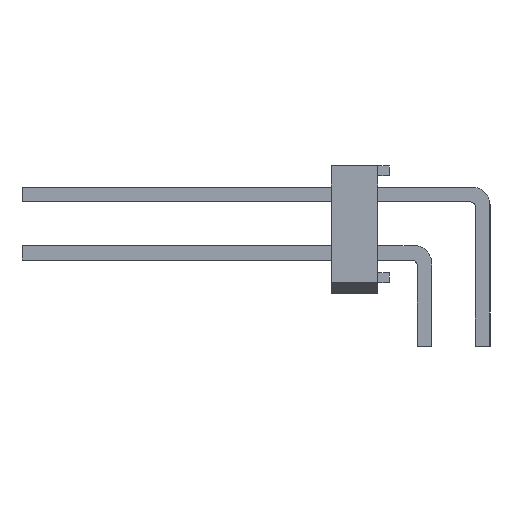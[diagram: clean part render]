
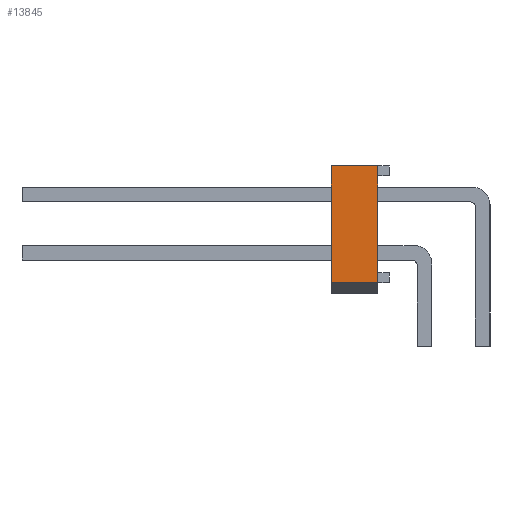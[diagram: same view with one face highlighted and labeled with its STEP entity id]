
A CAD part, left-side view. The second image highlights one B-rep face of the part: STEP entity #13845.
In plain terms, the highlighted face is planar.
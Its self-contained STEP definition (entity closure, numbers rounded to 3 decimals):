
#7202 = VERTEX_POINT('',#7203);
#7203 = CARTESIAN_POINT('',(13.97,2.54,-2.54));
#7209 = EDGE_CURVE('',#7202,#7210,#7212,.T.);
#7210 = VERTEX_POINT('',#7211);
#7211 = CARTESIAN_POINT('',(13.97,0.508,-2.54));
#7212 = LINE('',#7213,#7214);
#7213 = CARTESIAN_POINT('',(13.97,2.54,-2.54));
#7214 = VECTOR('',#7215,1.);
#7215 = DIRECTION('',(0.,-1.,0.));
#13810 = VERTEX_POINT('',#13811);
#13811 = CARTESIAN_POINT('',(13.97,0.508,2.54));
#13819 = EDGE_CURVE('',#13820,#13810,#13822,.T.);
#13820 = VERTEX_POINT('',#13821);
#13821 = CARTESIAN_POINT('',(13.97,2.54,2.54));
#13822 = LINE('',#13823,#13824);
#13823 = CARTESIAN_POINT('',(13.97,2.54,2.54));
#13824 = VECTOR('',#13825,1.);
#13825 = DIRECTION('',(0.,-1.,0.));
#13845 = ADVANCED_FACE('',(#13846),#13862,.F.);
#13846 = FACE_BOUND('',#13847,.T.);
#13847 = EDGE_LOOP('',(#13848,#13854,#13855,#13861));
#13848 = ORIENTED_EDGE('',*,*,#13849,.F.);
#13849 = EDGE_CURVE('',#7210,#13810,#13850,.T.);
#13850 = LINE('',#13851,#13852);
#13851 = CARTESIAN_POINT('',(13.97,0.508,2.54));
#13852 = VECTOR('',#13853,1.);
#13853 = DIRECTION('',(0.,0.,1.));
#13854 = ORIENTED_EDGE('',*,*,#7209,.F.);
#13855 = ORIENTED_EDGE('',*,*,#13856,.F.);
#13856 = EDGE_CURVE('',#13820,#7202,#13857,.T.);
#13857 = LINE('',#13858,#13859);
#13858 = CARTESIAN_POINT('',(13.97,2.54,2.54));
#13859 = VECTOR('',#13860,1.);
#13860 = DIRECTION('',(0.,0.,-1.));
#13861 = ORIENTED_EDGE('',*,*,#13819,.T.);
#13862 = PLANE('',#13863);
#13863 = AXIS2_PLACEMENT_3D('',#13864,#13865,#13866);
#13864 = CARTESIAN_POINT('',(13.97,2.54,2.54));
#13865 = DIRECTION('',(-1.,0.,0.));
#13866 = DIRECTION('',(0.,0.,1.));
